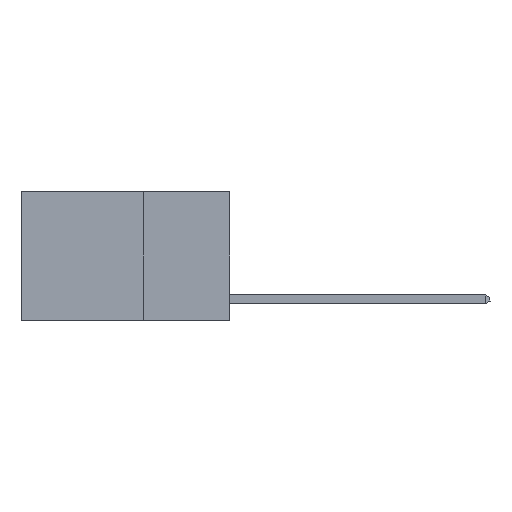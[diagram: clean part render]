
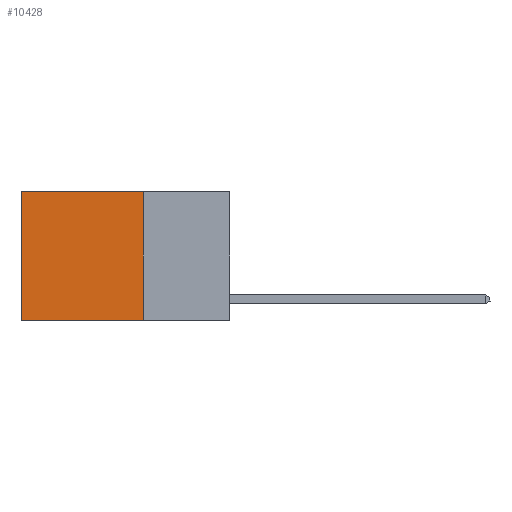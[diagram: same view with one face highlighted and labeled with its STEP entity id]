
A CAD part, left-side view. The second image highlights one B-rep face of the part: STEP entity #10428.
In plain terms, the highlighted planar face has unit normal (-1, 0, 0).
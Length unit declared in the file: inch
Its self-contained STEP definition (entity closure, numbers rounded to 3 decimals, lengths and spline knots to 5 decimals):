
#371 = ORIENTED_EDGE ( 'NONE', *, *, #28589, .T. ) ;
#1601 = VECTOR ( 'NONE', #27390, 39.37008 ) ;
#2118 = CARTESIAN_POINT ( 'NONE',  ( 0.2625, 0.25, 0. ) ) ;
#4539 = VERTEX_POINT ( 'NONE', #22320 ) ;
#5173 = ORIENTED_EDGE ( 'NONE', *, *, #12030, .F. ) ;
#5987 = LINE ( 'NONE', #13871, #20367 ) ;
#6593 = ORIENTED_EDGE ( 'NONE', *, *, #28168, .T. ) ;
#6964 = DIRECTION ( 'NONE',  ( 1., 0., 0. ) ) ;
#7878 = DIRECTION ( 'NONE',  ( 0., 0., -1. ) ) ;
#8065 = VERTEX_POINT ( 'NONE', #23443 ) ;
#9597 = CARTESIAN_POINT ( 'NONE',  ( 0.2625, 0.25, 0. ) ) ;
#10428 = ADVANCED_FACE ( 'NONE', ( #12511 ), #22826, .F. ) ;
#11367 = DIRECTION ( 'NONE',  ( 0., 0., -1. ) ) ;
#12030 = EDGE_CURVE ( 'NONE', #4539, #8065, #5987, .T. ) ;
#12511 = FACE_OUTER_BOUND ( 'NONE', #27741, .T. ) ;
#13063 = AXIS2_PLACEMENT_3D ( 'NONE', #15870, #6964, #11367 ) ;
#13239 = VECTOR ( 'NONE', #7878, 39.37008 ) ;
#13871 = CARTESIAN_POINT ( 'NONE',  ( 0.2625, 0.25, -0.37 ) ) ;
#15870 = CARTESIAN_POINT ( 'NONE',  ( 0.2625, 0.25, 0. ) ) ;
#17392 = LINE ( 'NONE', #2118, #1601 ) ;
#18508 = DIRECTION ( 'NONE',  ( 0., 1., 0. ) ) ;
#19761 = EDGE_CURVE ( 'NONE', #25692, #4539, #17392, .T. ) ;
#20367 = VECTOR ( 'NONE', #18508, 39.37008 ) ;
#22320 = CARTESIAN_POINT ( 'NONE',  ( 0.2625, 0.25, -0.37 ) ) ;
#22826 = PLANE ( 'NONE',  #13063 ) ;
#23443 = CARTESIAN_POINT ( 'NONE',  ( 0.2625, 0.6, -0.37 ) ) ;
#23516 = CARTESIAN_POINT ( 'NONE',  ( 0.2625, 0.6, 0. ) ) ;
#24410 = DIRECTION ( 'NONE',  ( 0., 1., 0. ) ) ;
#25113 = LINE ( 'NONE', #26078, #13239 ) ;
#25692 = VERTEX_POINT ( 'NONE', #9597 ) ;
#25794 = LINE ( 'NONE', #26534, #26532 ) ;
#26078 = CARTESIAN_POINT ( 'NONE',  ( 0.2625, 0.6, 0. ) ) ;
#26532 = VECTOR ( 'NONE', #24410, 39.37008 ) ;
#26534 = CARTESIAN_POINT ( 'NONE',  ( 0.2625, 0.25, 0. ) ) ;
#26980 = VERTEX_POINT ( 'NONE', #23516 ) ;
#27390 = DIRECTION ( 'NONE',  ( 0., 0., -1. ) ) ;
#27411 = ORIENTED_EDGE ( 'NONE', *, *, #19761, .F. ) ;
#27741 = EDGE_LOOP ( 'NONE', ( #6593, #5173, #27411, #371 ) ) ;
#28168 = EDGE_CURVE ( 'NONE', #26980, #8065, #25113, .T. ) ;
#28589 = EDGE_CURVE ( 'NONE', #25692, #26980, #25794, .T. ) ;
